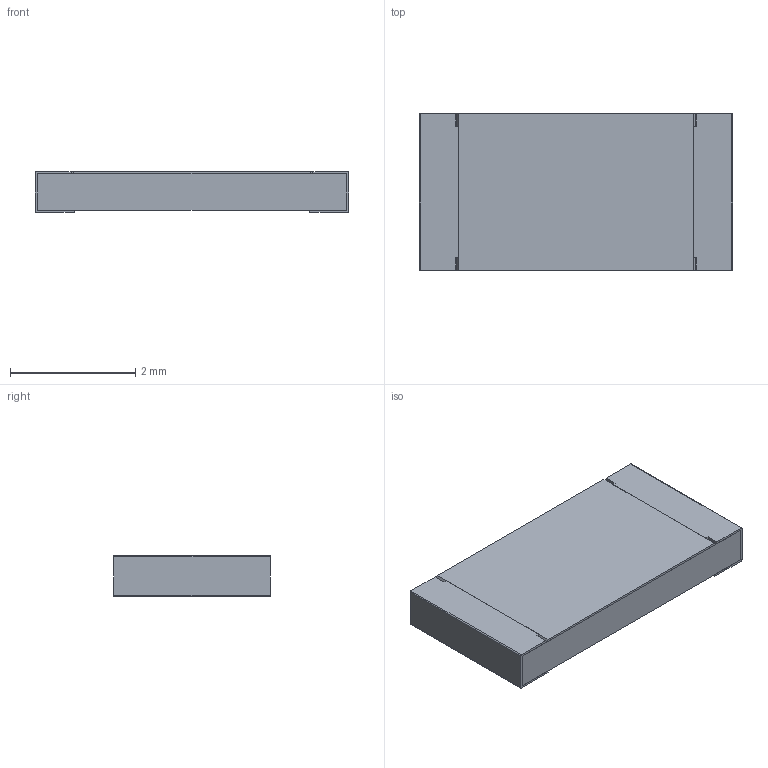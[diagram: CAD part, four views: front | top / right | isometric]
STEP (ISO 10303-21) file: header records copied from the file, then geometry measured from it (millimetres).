
FILE_DESCRIPTION(('FreeCAD Model'),'2;1');
FILE_NAME('Open CASCADE Shape Model','2022-01-23T08:21:45',('Author'),( ''),'Open CASCADE STEP processor 7.5','FreeCAD','Unknown');
FILE_SCHEMA(('AUTOMOTIVE_DESIGN { 1 0 10303 214 1 1 1 1 }'));
Length unit declared in the file: millimetre
Products named in the file (5): Resistor_2010; Pin1Body; Pin2Body; CeramicBody; CoatingBody
Assembly tree (4 placements, depth 2):
  Resistor_2010
    Pin1Body
    Pin2Body
    CeramicBody
    CoatingBody
Bounding box: 5 x 2.5 x 0.65 mm (x, y, z)
Volume: 7.8 mm3; surface area: 71.2 mm2
Topology: 4 solids, 4 shells, 44 faces, 108 edges, 72 vertices
Faces by surface type: plane 40, revolution 4
Entity records: 2828 total; most frequent: CARTESIAN_POINT 473, DIRECTION 426, LINE 312, VECTOR 312, ORIENTED_EDGE 216, PCURVE 216, DEFINITIONAL_REPRESENTATION 216, EDGE_CURVE 108
